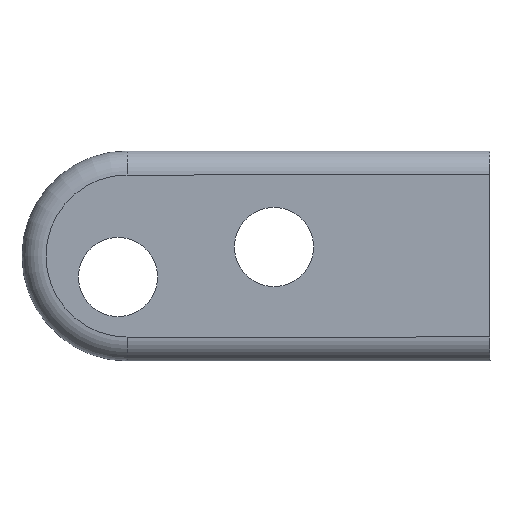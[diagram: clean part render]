
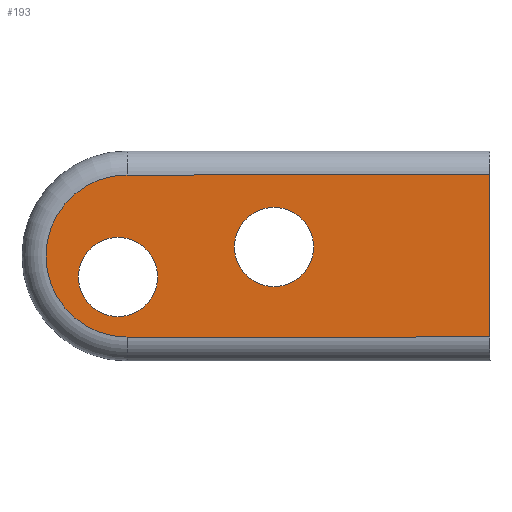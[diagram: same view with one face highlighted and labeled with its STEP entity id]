
A CAD part, front view. The second image highlights one B-rep face of the part: STEP entity #193.
In plain terms, the highlighted planar face has unit normal (0, -1, 0).
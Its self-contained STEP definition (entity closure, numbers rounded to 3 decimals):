
#19=FACE_BOUND('',#44,.T.);
#20=FACE_BOUND('',#45,.T.);
#23=PLANE('',#213);
#32=FACE_OUTER_BOUND('',#43,.T.);
#43=EDGE_LOOP('',(#147,#148,#149,#150));
#44=EDGE_LOOP('',(#151));
#45=EDGE_LOOP('',(#152));
#55=LINE('',#298,#69);
#58=LINE('',#313,#72);
#59=LINE('',#315,#73);
#69=VECTOR('',#235,10.);
#72=VECTOR('',#252,10.);
#73=VECTOR('',#255,10.);
#87=CIRCLE('',#210,3.375);
#89=CIRCLE('',#214,1.65);
#90=CIRCLE('',#215,1.65);
#95=VERTEX_POINT('',#295);
#96=VERTEX_POINT('',#297);
#98=VERTEX_POINT('',#303);
#100=VERTEX_POINT('',#309);
#102=VERTEX_POINT('',#316);
#103=VERTEX_POINT('',#318);
#111=EDGE_CURVE('',#95,#96,#55,.T.);
#116=EDGE_CURVE('',#96,#98,#87,.T.);
#119=EDGE_CURVE('',#98,#100,#58,.T.);
#120=EDGE_CURVE('',#100,#95,#59,.T.);
#121=EDGE_CURVE('',#102,#102,#89,.T.);
#122=EDGE_CURVE('',#103,#103,#90,.T.);
#147=ORIENTED_EDGE('',*,*,#119,.F.);
#148=ORIENTED_EDGE('',*,*,#116,.F.);
#149=ORIENTED_EDGE('',*,*,#111,.F.);
#150=ORIENTED_EDGE('',*,*,#120,.F.);
#151=ORIENTED_EDGE('',*,*,#121,.T.);
#152=ORIENTED_EDGE('',*,*,#122,.T.);
#193=ADVANCED_FACE('',(#32,#19,#20),#23,.T.);
#210=AXIS2_PLACEMENT_3D('',#307,#245,#246);
#213=AXIS2_PLACEMENT_3D('',#314,#253,#254);
#214=AXIS2_PLACEMENT_3D('',#317,#256,#257);
#215=AXIS2_PLACEMENT_3D('',#319,#258,#259);
#235=DIRECTION('',(-1.,0.,0.));
#245=DIRECTION('center_axis',(0.,1.,0.));
#246=DIRECTION('ref_axis',(-1.,0.,0.));
#252=DIRECTION('',(1.,0.,0.));
#253=DIRECTION('center_axis',(0.,-1.,0.));
#254=DIRECTION('ref_axis',(1.,0.,0.));
#255=DIRECTION('',(0.,0.,-1.));
#256=DIRECTION('center_axis',(0.,1.,0.));
#257=DIRECTION('ref_axis',(1.,0.,0.));
#258=DIRECTION('center_axis',(0.,1.,0.));
#259=DIRECTION('ref_axis',(1.,0.,0.));
#295=CARTESIAN_POINT('',(3.,12.375,-57.15));
#297=CARTESIAN_POINT('',(-12.125,12.375,-57.15));
#298=CARTESIAN_POINT('',(-9.437,12.375,-57.15));
#303=CARTESIAN_POINT('',(-12.125,12.375,-50.4));
#307=CARTESIAN_POINT('Origin',(-12.125,12.375,-53.775));
#309=CARTESIAN_POINT('',(3.,12.375,-50.4));
#313=CARTESIAN_POINT('',(-1.875,12.375,-50.4));
#314=CARTESIAN_POINT('Origin',(-6.75,12.375,-53.775));
#315=CARTESIAN_POINT('',(3.,12.375,-53.993));
#316=CARTESIAN_POINT('',(-7.65,12.375,-53.4));
#317=CARTESIAN_POINT('Origin',(-6.,12.375,-53.4));
#318=CARTESIAN_POINT('',(-14.15,12.375,-54.65));
#319=CARTESIAN_POINT('Origin',(-12.5,12.375,-54.65));
